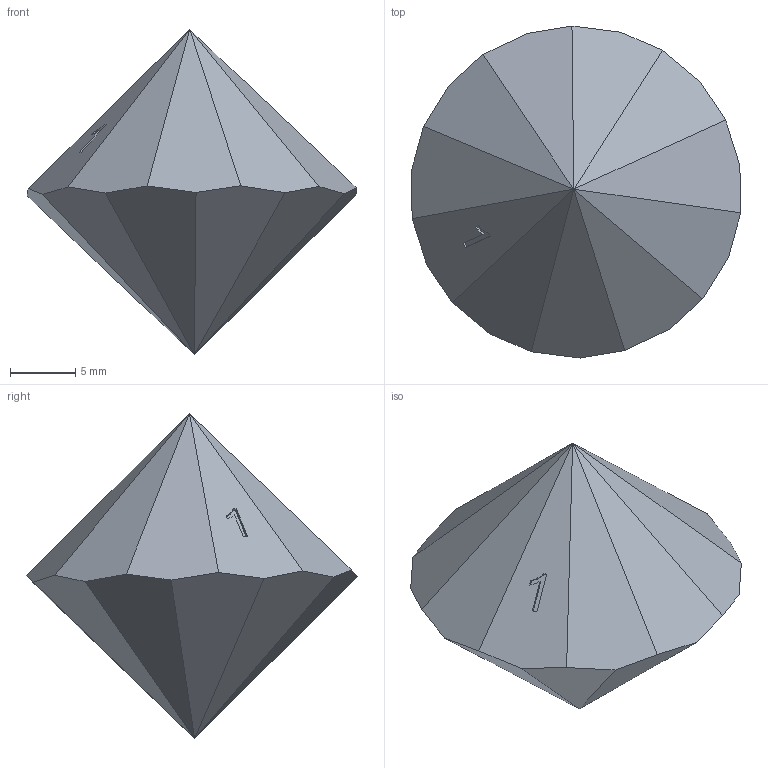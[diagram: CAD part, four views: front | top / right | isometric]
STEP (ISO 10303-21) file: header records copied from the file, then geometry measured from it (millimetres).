
FILE_DESCRIPTION(('HOOPS Exchange Step'),'2;1');
FILE_NAME('temp_export','2024-08-25T12:51:57+08:00',('sharma21'),('Shapr3D Limited'),'HOOPS Exchange 2024.2','Shapr3D','Authorized');
FILE_SCHEMA( ('AP242_MANAGED_MODEL_BASED_3D_ENGINEERING_MIM_LF {1 0 10303 442 1 1 4 }') );
Length unit declared in the file: millimetre
Products named in the file (1): root
Bounding box: 25.31 x 25.51 x 25 mm (x, y, z)
Volume: 4203.3 mm3; surface area: 1428.5 mm2
Topology: 1 solids, 1 shells, 30 faces, 65 edges, 38 vertices
Faces by surface type: plane 28, bspline 2
Entity records: 853 total; most frequent: CARTESIAN_POINT 185, ORIENTED_EDGE 130, DIRECTION 121, EDGE_CURVE 65, VECTOR 61, LINE 61, VERTEX_POINT 38, EDGE_LOOP 31
